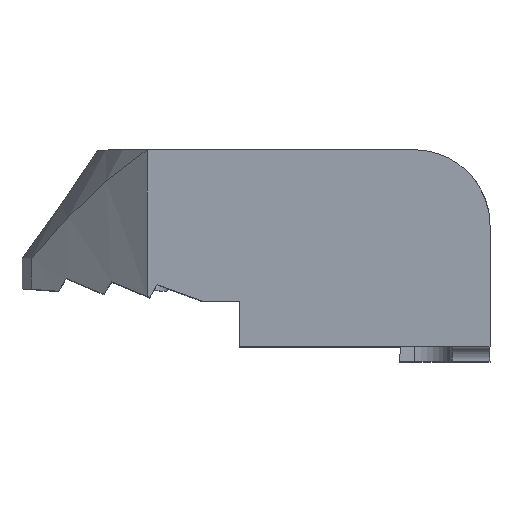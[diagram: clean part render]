
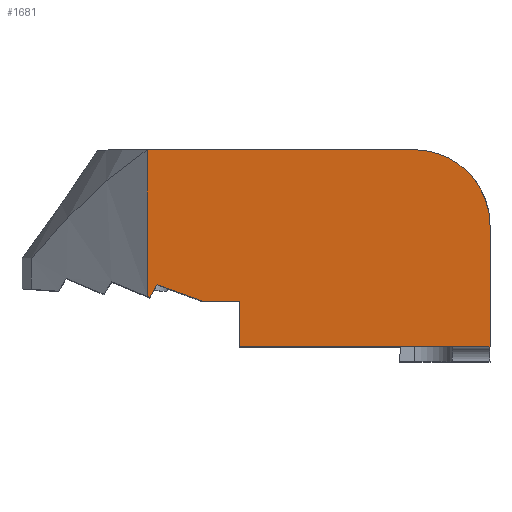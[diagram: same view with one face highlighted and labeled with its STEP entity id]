
A CAD part, top view. The second image highlights one B-rep face of the part: STEP entity #1681.
In plain terms, the highlighted planar face has unit normal (0, -0.058, 0.998).
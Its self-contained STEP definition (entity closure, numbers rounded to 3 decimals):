
#280 = VERTEX_POINT ( 'NONE', #2815 ) ;
#294 = EDGE_CURVE ( 'NONE', #280, #822, #2899, .T. ) ;
#313 = EDGE_CURVE ( 'NONE', #280, #1346, #2916, .T. ) ;
#819 = VERTEX_POINT ( 'NONE', #3773 ) ;
#822 = VERTEX_POINT ( 'NONE', #3772 ) ;
#849 = EDGE_CURVE ( 'NONE', #822, #819, #3842, .T. ) ;
#1323 = EDGE_CURVE ( 'NONE', #1346, #1334, #3903, .T. ) ;
#1334 = VERTEX_POINT ( 'NONE', #3881 ) ;
#1346 = VERTEX_POINT ( 'NONE', #3920 ) ;
#1535 = ORIENTED_EDGE ( 'NONE', *, *, #2534, .T. ) ;
#1537 = ORIENTED_EDGE ( 'NONE', *, *, #1799, .T. ) ;
#1539 = ORIENTED_EDGE ( 'NONE', *, *, #2555, .T. ) ;
#1675 = EDGE_CURVE ( 'NONE', #1334, #2466, #4317, .T. ) ;
#1676 = ORIENTED_EDGE ( 'NONE', *, *, #1693, .T. ) ;
#1677 = ORIENTED_EDGE ( 'NONE', *, *, #1686, .T. ) ;
#1678 = ORIENTED_EDGE ( 'NONE', *, *, #849, .F. ) ;
#1679 = ORIENTED_EDGE ( 'NONE', *, *, #294, .F. ) ;
#1680 = ORIENTED_EDGE ( 'NONE', *, *, #313, .T. ) ;
#1681 = ADVANCED_FACE ( 'NONE', ( #4313 ), #4312, .F. ) ;
#1682 = ORIENTED_EDGE ( 'NONE', *, *, #1323, .T. ) ;
#1683 = ORIENTED_EDGE ( 'NONE', *, *, #1675, .T. ) ;
#1684 = EDGE_LOOP ( 'NONE', ( #1676, #1677, #1678, #1679, #1680, #1682, #1683, #1535, #1537, #1539 ) ) ;
#1686 = EDGE_CURVE ( 'NONE', #1700, #819, #4300, .T. ) ;
#1693 = EDGE_CURVE ( 'NONE', #2557, #1700, #4350, .T. ) ;
#1700 = VERTEX_POINT ( 'NONE', #4329 ) ;
#1799 = EDGE_CURVE ( 'NONE', #2535, #2567, #4451, .T. ) ;
#2466 = VERTEX_POINT ( 'NONE', #5749 ) ;
#2534 = EDGE_CURVE ( 'NONE', #2466, #2535, #5908, .T. ) ;
#2535 = VERTEX_POINT ( 'NONE', #5904 ) ;
#2555 = EDGE_CURVE ( 'NONE', #2567, #2557, #5920, .T. ) ;
#2557 = VERTEX_POINT ( 'NONE', #5916 ) ;
#2567 = VERTEX_POINT ( 'NONE', #5965 ) ;
#2815 = CARTESIAN_POINT ( 'NONE',  ( -11.659, -9.688, 12.191 ) ) ;
#2896 = DIRECTION ( 'NONE',  ( 0., 0.998, 0.058 ) ) ;
#2897 = VECTOR ( 'NONE', #2896, 1000. ) ;
#2898 = CARTESIAN_POINT ( 'NONE',  ( -11.659, -6.5, 12.375 ) ) ;
#2899 = LINE ( 'NONE', #2898, #2897 ) ;
#2909 = DIRECTION ( 'NONE',  ( 0.921, -0.388, -0.022 ) ) ;
#2910 = VECTOR ( 'NONE', #2909, 1000. ) ;
#2911 = CARTESIAN_POINT ( 'NONE',  ( 4.107, -16.324, 11.808 ) ) ;
#2916 = LINE ( 'NONE', #2911, #2910 ) ;
#3772 = CARTESIAN_POINT ( 'NONE',  ( -11.659, 0., 12.75 ) ) ;
#3773 = CARTESIAN_POINT ( 'NONE',  ( 6., 0., 12.75 ) ) ;
#3839 = DIRECTION ( 'NONE',  ( 1., 0., 0. ) ) ;
#3840 = VECTOR ( 'NONE', #3839, 1000. ) ;
#3841 = CARTESIAN_POINT ( 'NONE',  ( 11., 0., 12.75 ) ) ;
#3842 = LINE ( 'NONE', #3841, #3840 ) ;
#3881 = CARTESIAN_POINT ( 'NONE',  ( -11., -8.913, 12.236 ) ) ;
#3900 = DIRECTION ( 'NONE',  ( 0.51, 0.859, 0.05 ) ) ;
#3901 = VECTOR ( 'NONE', #3900, 1000. ) ;
#3902 = CARTESIAN_POINT ( 'NONE',  ( -1.366, 7.316, 13.172 ) ) ;
#3903 = LINE ( 'NONE', #3902, #3901 ) ;
#3920 = CARTESIAN_POINT ( 'NONE',  ( -11.5, -9.755, 12.187 ) ) ;
#4296 = CARTESIAN_POINT ( 'NONE',  ( 6., 0., 12.75 ) ) ;
#4297 = CARTESIAN_POINT ( 'NONE',  ( 8.929, 0., 12.75 ) ) ;
#4298 = CARTESIAN_POINT ( 'NONE',  ( 11., -2.071, 12.631 ) ) ;
#4299 = CARTESIAN_POINT ( 'NONE',  ( 11., -5., 12.462 ) ) ;
#4300 =( BOUNDED_CURVE ( )  B_SPLINE_CURVE ( 3, ( #4299, #4298, #4297, #4296 ),
 .UNSPECIFIED., .F., .T. ) 
 B_SPLINE_CURVE_WITH_KNOTS ( ( 4, 4 ),
 ( 4.712, 6.283 ),
 .UNSPECIFIED. ) 
 CURVE ( )  GEOMETRIC_REPRESENTATION_ITEM ( )  RATIONAL_B_SPLINE_CURVE ( ( 1., 0.805, 0.805, 1. ) ) 
 REPRESENTATION_ITEM ( '' )  );
#4307 = DIRECTION ( 'NONE',  ( 0., 0.998, 0.058 ) ) ;
#4308 = DIRECTION ( 'NONE',  ( 0., 0.058, -0.998 ) ) ;
#4309 = AXIS2_PLACEMENT_3D ( 'NONE', #4311, #4308, #4307 ) ;
#4311 = CARTESIAN_POINT ( 'NONE',  ( 11., 0., 12.75 ) ) ;
#4312 = PLANE ( 'NONE',  #4309 ) ;
#4313 = FACE_OUTER_BOUND ( 'NONE', #1684, .T. ) ;
#4314 = DIRECTION ( 'NONE',  ( 0.94, -0.341, -0.02 ) ) ;
#4315 = VECTOR ( 'NONE', #4314, 1000. ) ;
#4316 = CARTESIAN_POINT ( 'NONE',  ( 5.576, -14.919, 11.889 ) ) ;
#4317 = LINE ( 'NONE', #4316, #4315 ) ;
#4329 = CARTESIAN_POINT ( 'NONE',  ( 11., -5., 12.462 ) ) ;
#4343 = DIRECTION ( 'NONE',  ( 0., 0.998, 0.058 ) ) ;
#4344 = VECTOR ( 'NONE', #4343, 1000. ) ;
#4345 = CARTESIAN_POINT ( 'NONE',  ( 11., -13., 12. ) ) ;
#4350 = LINE ( 'NONE', #4345, #4344 ) ;
#4448 = DIRECTION ( 'NONE',  ( 0., -0.998, -0.058 ) ) ;
#4449 = VECTOR ( 'NONE', #4448, 1000. ) ;
#4450 = CARTESIAN_POINT ( 'NONE',  ( -5.566, 0., 12.75 ) ) ;
#4451 = LINE ( 'NONE', #4450, #4449 ) ;
#5749 = CARTESIAN_POINT ( 'NONE',  ( -8., -10., 12.173 ) ) ;
#5904 = CARTESIAN_POINT ( 'NONE',  ( -5.566, -10., 12.173 ) ) ;
#5905 = DIRECTION ( 'NONE',  ( 1., 0., 0. ) ) ;
#5906 = VECTOR ( 'NONE', #5905, 1000. ) ;
#5907 = CARTESIAN_POINT ( 'NONE',  ( 11., -10., 12.173 ) ) ;
#5908 = LINE ( 'NONE', #5907, #5906 ) ;
#5916 = CARTESIAN_POINT ( 'NONE',  ( 11., -13., 12. ) ) ;
#5917 = DIRECTION ( 'NONE',  ( 1., 0., 0. ) ) ;
#5918 = VECTOR ( 'NONE', #5917, 1000. ) ;
#5919 = CARTESIAN_POINT ( 'NONE',  ( 11., -13., 12. ) ) ;
#5920 = LINE ( 'NONE', #5919, #5918 ) ;
#5965 = CARTESIAN_POINT ( 'NONE',  ( -5.566, -13., 12. ) ) ;
